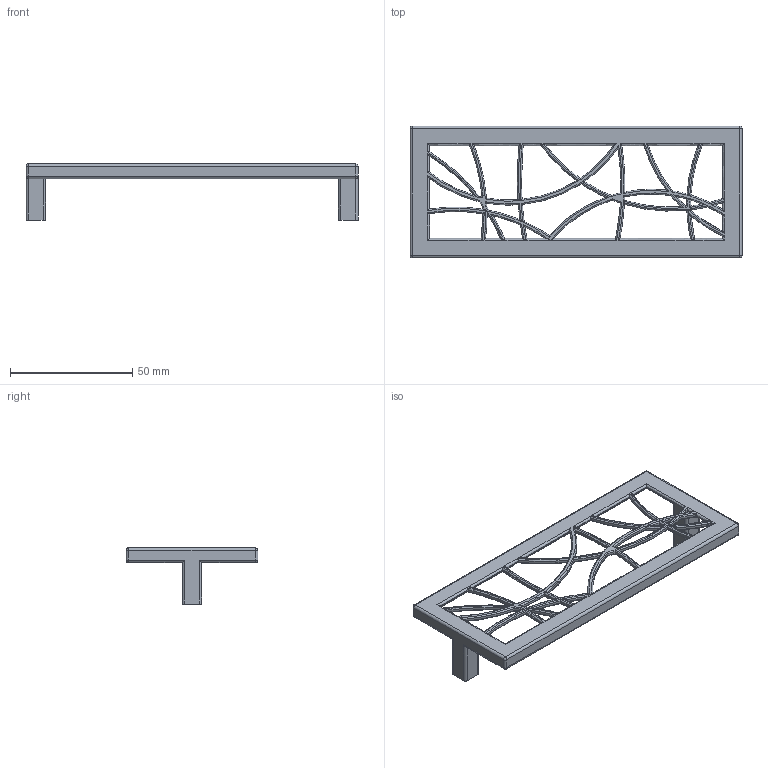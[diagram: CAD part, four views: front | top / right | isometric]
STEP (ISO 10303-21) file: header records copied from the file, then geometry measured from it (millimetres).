
FILE_DESCRIPTION(('Creo Elements/Direct Modeling STEP Export'),'2;1');
FILE_NAME('2120-136.stp','2024-09-23T10:57:10',(''),(''),'Creo Elements/Direct Modeling STEP processor for AP214 (Solid Model)','Creo Elements/Direct Modeling 20.0 12-Nov-2016 (C) Parametric Technology GmbH','');
FILE_SCHEMA(('AUTOMOTIVE_DESIGN { 1 0 10303 214 1 1 1 1 }'));
Length unit declared in the file: millimetre
Products named in the file (1): Griff
Bounding box: 136 x 54 x 23 mm (x, y, z)
Volume: 12320.6 mm3; surface area: 13869.3 mm2
Topology: 1 solids, 1 shells, 354 faces, 915 edges, 550 vertices
Faces by surface type: torus 147, cylinder 112, plane 42, bspline 41, sphere 8, cone 4
Entity records: 24132 total; most frequent: CARTESIAN_POINT 15876, ORIENTED_EDGE 1806, DIRECTION 1494, EDGE_CURVE 903, AXIS2_PLACEMENT_3D 650, VERTEX_POINT 550, EDGE_LOOP 401, FACE_OUTER_BOUND 354
